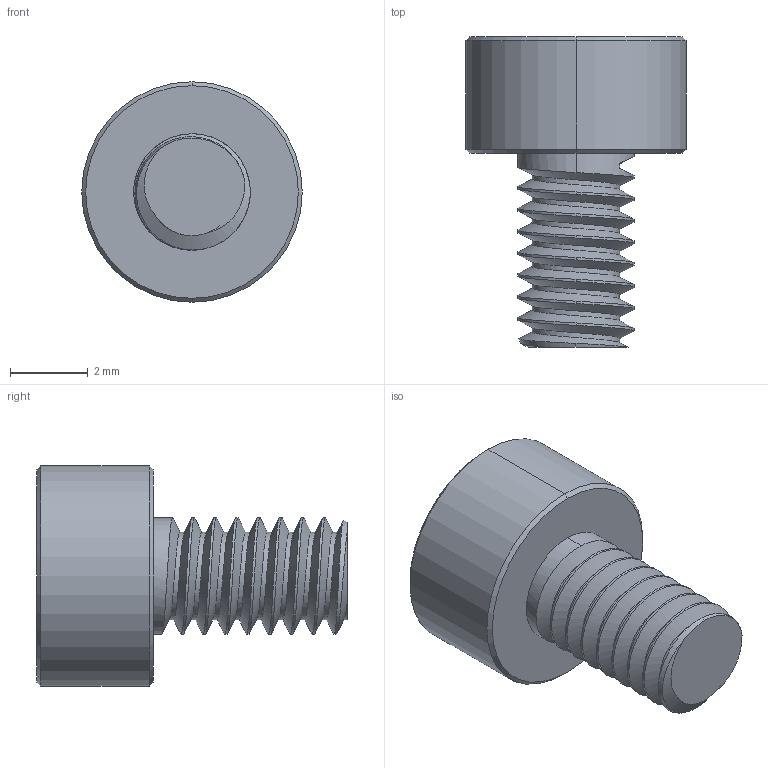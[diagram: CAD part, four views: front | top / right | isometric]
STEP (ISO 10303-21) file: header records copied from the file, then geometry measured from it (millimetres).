
FILE_DESCRIPTION (( 'STEP AP214' ), '1' );
FILE_NAME ('User Library-M3 SHCS.STEP', '2015-09-25T03:27:42', ( 'Windows User' ), ( '' ), 'SwSTEP 2.0', 'SolidWorks 2015', '' );
FILE_SCHEMA (( 'AUTOMOTIVE_DESIGN' ));
Length unit declared in the file: millimetre
Products named in the file (1): User Library-M3 SHCS
Bounding box: 5.68 x 8 x 5.68 mm (x, y, z)
Volume: 93.5 mm3; surface area: 186.4 mm2
Topology: 1 solids, 1 shells, 43 faces, 111 edges, 70 vertices
Faces by surface type: cylinder 19, plane 12, cone 9, bspline 3
Entity records: 2289 total; most frequent: CARTESIAN_POINT 1360, ORIENTED_EDGE 218, DIRECTION 152, EDGE_CURVE 109, VERTEX_POINT 70, AXIS2_PLACEMENT_3D 55, EDGE_LOOP 45, FACE_OUTER_BOUND 43
